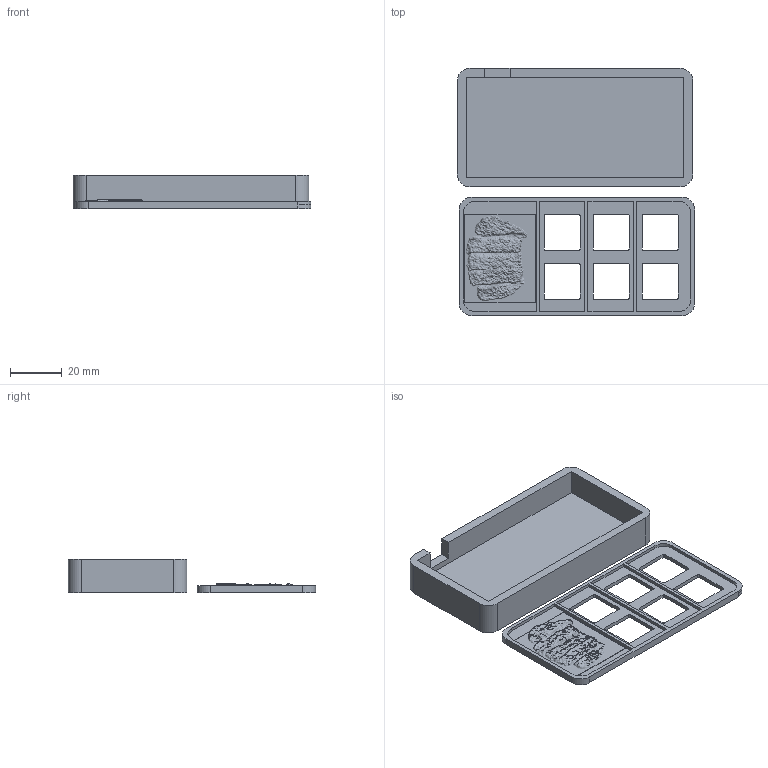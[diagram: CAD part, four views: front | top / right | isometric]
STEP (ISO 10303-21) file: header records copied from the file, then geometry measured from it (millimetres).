
FILE_DESCRIPTION(/* description */ (''),/* implementation_level */ '2;1');
FILE_NAME(/* name */ 'Full BentoPad v2.step',/* time_stamp */ '2025-06-18T02:49:30-07:00',/* author */ (''),/* organization */ (''),/* preprocessor_version */ 'ST-DEVELOPER v20.1',/* originating_system */ 'Autodesk Translation Framework v14.10.0.0',/* authorisation */ '');
FILE_SCHEMA (('AUTOMOTIVE_DESIGN { 1 0 10303 214 3 1 1 }'));
Length unit declared in the file: millimetre
Products named in the file (4): Full BentoPad; Cover layer; Bento case; Bento pad
Assembly tree (3 placements, depth 3):
  Full BentoPad
    Cover layer
    Bento case
      Bento pad
Bounding box: 92.24 x 96.01 x 13 mm (x, y, z)
Volume: 27189.9 mm3; surface area: 22333.5 mm2
Topology: 2 solids, 2 shells, 107 faces, 294 edges, 196 vertices
Faces by surface type: plane 68, cylinder 38, bspline 1
Entity records: 31927 total; most frequent: CARTESIAN_POINT 29011, DIRECTION 590, ORIENTED_EDGE 588, EDGE_CURVE 294, LINE 216, VECTOR 216, VERTEX_POINT 196, AXIS2_PLACEMENT_3D 187
